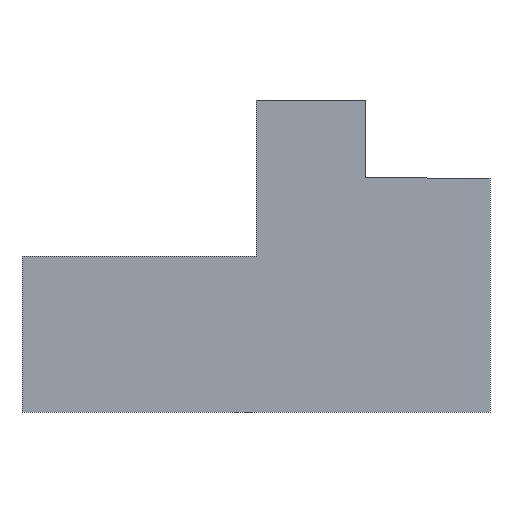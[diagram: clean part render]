
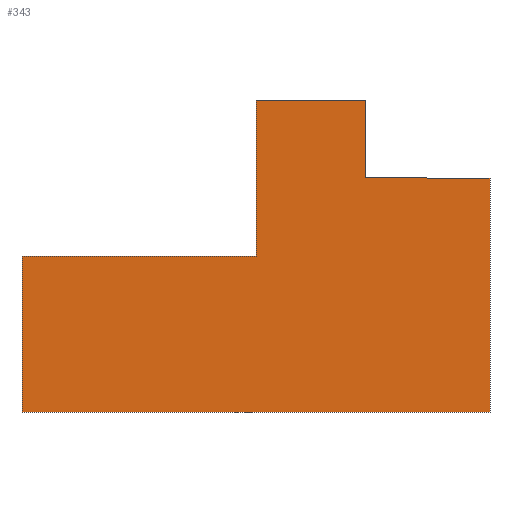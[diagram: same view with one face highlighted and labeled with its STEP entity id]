
A CAD part, front view. The second image highlights one B-rep face of the part: STEP entity #343.
In plain terms, the highlighted planar face has unit normal (0, -1, 0).
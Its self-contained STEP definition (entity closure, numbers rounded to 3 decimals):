
#4 = VECTOR ( 'NONE', #180, 1000. ) ;
#7 = VECTOR ( 'NONE', #301, 1000. ) ;
#17 = ORIENTED_EDGE ( 'NONE', *, *, #282, .F. ) ;
#19 = LINE ( 'NONE', #497, #415 ) ;
#27 = CARTESIAN_POINT ( 'NONE',  ( 60., 0., 0. ) ) ;
#31 = DIRECTION ( 'NONE',  ( 0., 0., 1. ) ) ;
#36 = EDGE_CURVE ( 'NONE', #425, #263, #112, .T. ) ;
#40 = ORIENTED_EDGE ( 'NONE', *, *, #36, .T. ) ;
#47 = DIRECTION ( 'NONE',  ( 0., 0., 1. ) ) ;
#56 = ORIENTED_EDGE ( 'NONE', *, *, #435, .T. ) ;
#69 = EDGE_CURVE ( 'NONE', #414, #231, #86, .T. ) ;
#76 = CARTESIAN_POINT ( 'NONE',  ( 44., 0., 30. ) ) ;
#86 = LINE ( 'NONE', #501, #470 ) ;
#93 = LINE ( 'NONE', #409, #4 ) ;
#99 = AXIS2_PLACEMENT_3D ( 'NONE', #453, #260, #31 ) ;
#112 = LINE ( 'NONE', #287, #237 ) ;
#119 = EDGE_CURVE ( 'NONE', #471, #273, #167, .T. ) ;
#126 = LINE ( 'NONE', #178, #7 ) ;
#148 = ORIENTED_EDGE ( 'NONE', *, *, #119, .T. ) ;
#163 = CARTESIAN_POINT ( 'NONE',  ( 0., 0., 20. ) ) ;
#167 = LINE ( 'NONE', #485, #217 ) ;
#178 = CARTESIAN_POINT ( 'NONE',  ( 0., 0., 40. ) ) ;
#180 = DIRECTION ( 'NONE',  ( 0., 0., -1. ) ) ;
#188 = DIRECTION ( 'NONE',  ( -1., 0., 0. ) ) ;
#198 = FACE_OUTER_BOUND ( 'NONE', #495, .T. ) ;
#200 = ORIENTED_EDGE ( 'NONE', *, *, #472, .T. ) ;
#217 = VECTOR ( 'NONE', #334, 1000. ) ;
#220 = VECTOR ( 'NONE', #188, 1000. ) ;
#231 = VERTEX_POINT ( 'NONE', #450 ) ;
#233 = VECTOR ( 'NONE', #271, 1000. ) ;
#237 = VECTOR ( 'NONE', #324, 1000. ) ;
#240 = CARTESIAN_POINT ( 'NONE',  ( 0., 0., 0. ) ) ;
#252 = ORIENTED_EDGE ( 'NONE', *, *, #69, .T. ) ;
#260 = DIRECTION ( 'NONE',  ( 0., 1., 0. ) ) ;
#263 = VERTEX_POINT ( 'NONE', #27 ) ;
#271 = DIRECTION ( 'NONE',  ( -1., 0., 0. ) ) ;
#273 = VERTEX_POINT ( 'NONE', #300 ) ;
#281 = LINE ( 'NONE', #477, #220 ) ;
#282 = EDGE_CURVE ( 'NONE', #283, #263, #93, .T. ) ;
#283 = VERTEX_POINT ( 'NONE', #339 ) ;
#287 = CARTESIAN_POINT ( 'NONE',  ( 0., 0., 0. ) ) ;
#290 = ORIENTED_EDGE ( 'NONE', *, *, #311, .T. ) ;
#295 = ORIENTED_EDGE ( 'NONE', *, *, #336, .F. ) ;
#300 = CARTESIAN_POINT ( 'NONE',  ( 30., 0., 20. ) ) ;
#301 = DIRECTION ( 'NONE',  ( 0., 0., -1. ) ) ;
#311 = EDGE_CURVE ( 'NONE', #441, #425, #126, .T. ) ;
#314 = CARTESIAN_POINT ( 'NONE',  ( 0., 0., 20. ) ) ;
#324 = DIRECTION ( 'NONE',  ( 1., 0., 0. ) ) ;
#331 = LINE ( 'NONE', #163, #233 ) ;
#334 = DIRECTION ( 'NONE',  ( 0., 0., -1. ) ) ;
#336 = EDGE_CURVE ( 'NONE', #471, #231, #19, .T. ) ;
#339 = CARTESIAN_POINT ( 'NONE',  ( 60., 0., 30. ) ) ;
#343 = ADVANCED_FACE ( 'NONE', ( #198 ), #376, .F. ) ;
#376 = PLANE ( 'NONE',  #99 ) ;
#409 = CARTESIAN_POINT ( 'NONE',  ( 60., 0., 40. ) ) ;
#413 = DIRECTION ( 'NONE',  ( 1., 0., 0. ) ) ;
#414 = VERTEX_POINT ( 'NONE', #76 ) ;
#415 = VECTOR ( 'NONE', #413, 1000. ) ;
#425 = VERTEX_POINT ( 'NONE', #240 ) ;
#428 = CARTESIAN_POINT ( 'NONE',  ( 30., 0., 40. ) ) ;
#435 = EDGE_CURVE ( 'NONE', #273, #441, #331, .T. ) ;
#441 = VERTEX_POINT ( 'NONE', #314 ) ;
#450 = CARTESIAN_POINT ( 'NONE',  ( 44., 0., 40. ) ) ;
#453 = CARTESIAN_POINT ( 'NONE',  ( 0., 0., 40. ) ) ;
#470 = VECTOR ( 'NONE', #47, 1000. ) ;
#471 = VERTEX_POINT ( 'NONE', #428 ) ;
#472 = EDGE_CURVE ( 'NONE', #283, #414, #281, .T. ) ;
#477 = CARTESIAN_POINT ( 'NONE',  ( 60., 0., 30. ) ) ;
#485 = CARTESIAN_POINT ( 'NONE',  ( 30., 0., 40. ) ) ;
#495 = EDGE_LOOP ( 'NONE', ( #200, #252, #295, #148, #56, #290, #40, #17 ) ) ;
#497 = CARTESIAN_POINT ( 'NONE',  ( 0., 0., 40. ) ) ;
#501 = CARTESIAN_POINT ( 'NONE',  ( 44., 0., 40. ) ) ;
